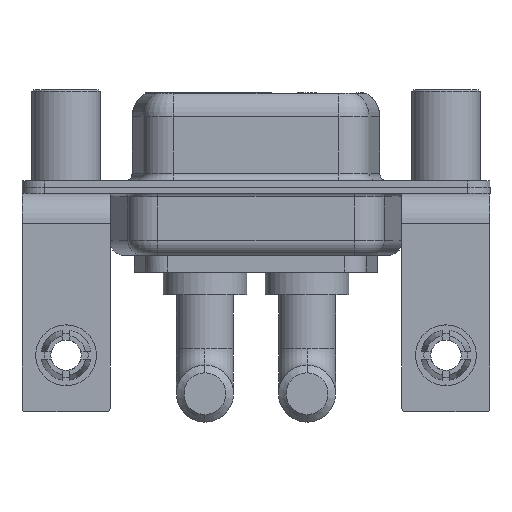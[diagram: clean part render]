
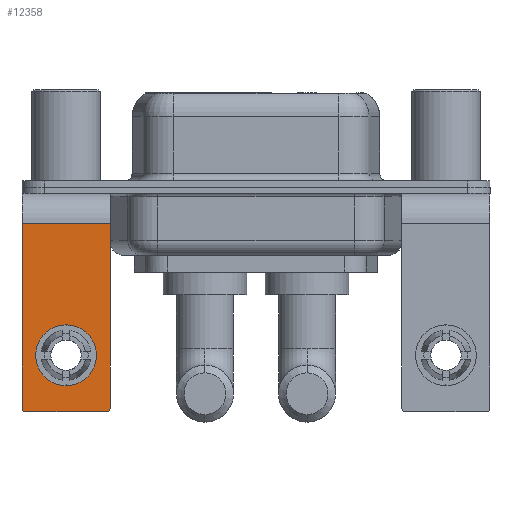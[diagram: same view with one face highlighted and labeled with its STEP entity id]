
A CAD part, front view. The second image highlights one B-rep face of the part: STEP entity #12358.
In plain terms, the highlighted planar face has unit normal (0, -1, 0).
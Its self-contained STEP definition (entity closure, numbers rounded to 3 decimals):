
#7 = FACE_BOUND ( 'NONE', #3033, .T. ) ;
#71 = AXIS2_PLACEMENT_3D ( 'NONE', #11679, #320, #1429 ) ;
#153 = CARTESIAN_POINT ( 'NONE',  ( -2.9, -6.25, -2.4 ) ) ;
#320 = DIRECTION ( 'NONE',  ( 0., 1., 0. ) ) ;
#478 = CARTESIAN_POINT ( 'NONE',  ( -2.9, -6.25, -2.4 ) ) ;
#551 = CARTESIAN_POINT ( 'NONE',  ( 0., -6.25, -9.07 ) ) ;
#587 = DIRECTION ( 'NONE',  ( 0., 1., 0. ) ) ;
#1102 = DIRECTION ( 'NONE',  ( 0., 0., -1. ) ) ;
#1191 = CIRCLE ( 'NONE', #15643, 2. ) ;
#1429 = DIRECTION ( 'NONE',  ( 0., 0., 1. ) ) ;
#1567 = AXIS2_PLACEMENT_3D ( 'NONE', #3245, #4704, #5718 ) ;
#2039 = DIRECTION ( 'NONE',  ( 0., 0., 1. ) ) ;
#2307 = CARTESIAN_POINT ( 'NONE',  ( 2.9, -6.25, -2.4 ) ) ;
#2464 = LINE ( 'NONE', #153, #4568 ) ;
#2760 = CIRCLE ( 'NONE', #11482, 0.25 ) ;
#2848 = EDGE_CURVE ( 'NONE', #3117, #12581, #2760, .T. ) ;
#2976 = CARTESIAN_POINT ( 'NONE',  ( 2.65, -6.25, -14.8 ) ) ;
#3033 = EDGE_LOOP ( 'NONE', ( #9179, #16495 ) ) ;
#3117 = VERTEX_POINT ( 'NONE', #2976 ) ;
#3245 = CARTESIAN_POINT ( 'NONE',  ( -2.65, -6.25, -14.55 ) ) ;
#3432 = EDGE_CURVE ( 'NONE', #6885, #8476, #12708, .T. ) ;
#3680 = VECTOR ( 'NONE', #14973, 1000. ) ;
#3893 = ORIENTED_EDGE ( 'NONE', *, *, #10068, .F. ) ;
#3945 = DIRECTION ( 'NONE',  ( 0., 1., 0. ) ) ;
#4029 = ORIENTED_EDGE ( 'NONE', *, *, #3432, .T. ) ;
#4187 = VERTEX_POINT ( 'NONE', #7100 ) ;
#4351 = DIRECTION ( 'NONE',  ( 0., -1., 0. ) ) ;
#4568 = VECTOR ( 'NONE', #7648, 1000. ) ;
#4704 = DIRECTION ( 'NONE',  ( 0., -1., 0. ) ) ;
#5092 = CARTESIAN_POINT ( 'NONE',  ( 2.9, -6.25, -2.4 ) ) ;
#5224 = FACE_OUTER_BOUND ( 'NONE', #5704, .T. ) ;
#5262 = DIRECTION ( 'NONE',  ( -1., 0., 0. ) ) ;
#5653 = CIRCLE ( 'NONE', #1567, 0.25 ) ;
#5704 = EDGE_LOOP ( 'NONE', ( #11963, #14800, #3893, #7625, #12451, #4029 ) ) ;
#5718 = DIRECTION ( 'NONE',  ( 0., 0., 1. ) ) ;
#6136 = CARTESIAN_POINT ( 'NONE',  ( 2.9, -6.25, -14.55 ) ) ;
#6416 = EDGE_CURVE ( 'NONE', #10084, #9419, #11802, .T. ) ;
#6840 = VECTOR ( 'NONE', #5262, 1000. ) ;
#6885 = VERTEX_POINT ( 'NONE', #5092 ) ;
#7100 = CARTESIAN_POINT ( 'NONE',  ( -2.65, -6.25, -14.8 ) ) ;
#7625 = ORIENTED_EDGE ( 'NONE', *, *, #2848, .T. ) ;
#7648 = DIRECTION ( 'NONE',  ( 0., 0., -1. ) ) ;
#7925 = EDGE_CURVE ( 'NONE', #9419, #10084, #1191, .T. ) ;
#8024 = AXIS2_PLACEMENT_3D ( 'NONE', #10584, #3945, #13078 ) ;
#8476 = VERTEX_POINT ( 'NONE', #478 ) ;
#9179 = ORIENTED_EDGE ( 'NONE', *, *, #7925, .T. ) ;
#9298 = PLANE ( 'NONE',  #8024 ) ;
#9419 = VERTEX_POINT ( 'NONE', #15598 ) ;
#9500 = CARTESIAN_POINT ( 'NONE',  ( 2.9, -6.25, -14.8 ) ) ;
#10068 = EDGE_CURVE ( 'NONE', #3117, #4187, #15999, .T. ) ;
#10084 = VERTEX_POINT ( 'NONE', #551 ) ;
#10584 = CARTESIAN_POINT ( 'NONE',  ( 2.9, -6.25, -2.4 ) ) ;
#10697 = EDGE_CURVE ( 'NONE', #6885, #12581, #15433, .T. ) ;
#11482 = AXIS2_PLACEMENT_3D ( 'NONE', #16299, #4351, #13404 ) ;
#11679 = CARTESIAN_POINT ( 'NONE',  ( 0., -6.25, -11.07 ) ) ;
#11742 = CARTESIAN_POINT ( 'NONE',  ( -2.9, -6.25, -14.55 ) ) ;
#11802 = CIRCLE ( 'NONE', #71, 2. ) ;
#11963 = ORIENTED_EDGE ( 'NONE', *, *, #14235, .T. ) ;
#12358 = ADVANCED_FACE ( 'NONE', ( #7, #5224 ), #9298, .F. ) ;
#12451 = ORIENTED_EDGE ( 'NONE', *, *, #10697, .F. ) ;
#12581 = VERTEX_POINT ( 'NONE', #6136 ) ;
#12708 = LINE ( 'NONE', #14391, #6840 ) ;
#12845 = VECTOR ( 'NONE', #1102, 1000. ) ;
#13078 = DIRECTION ( 'NONE',  ( 0., 0., 1. ) ) ;
#13404 = DIRECTION ( 'NONE',  ( 0., 0., 1. ) ) ;
#14235 = EDGE_CURVE ( 'NONE', #8476, #15731, #2464, .T. ) ;
#14391 = CARTESIAN_POINT ( 'NONE',  ( 2.9, -6.25, -2.4 ) ) ;
#14504 = EDGE_CURVE ( 'NONE', #15731, #4187, #5653, .T. ) ;
#14756 = CARTESIAN_POINT ( 'NONE',  ( 0., -6.25, -11.07 ) ) ;
#14800 = ORIENTED_EDGE ( 'NONE', *, *, #14504, .T. ) ;
#14973 = DIRECTION ( 'NONE',  ( -1., 0., 0. ) ) ;
#15433 = LINE ( 'NONE', #2307, #12845 ) ;
#15598 = CARTESIAN_POINT ( 'NONE',  ( 0., -6.25, -13.07 ) ) ;
#15643 = AXIS2_PLACEMENT_3D ( 'NONE', #14756, #587, #2039 ) ;
#15731 = VERTEX_POINT ( 'NONE', #11742 ) ;
#15999 = LINE ( 'NONE', #9500, #3680 ) ;
#16299 = CARTESIAN_POINT ( 'NONE',  ( 2.65, -6.25, -14.55 ) ) ;
#16495 = ORIENTED_EDGE ( 'NONE', *, *, #6416, .T. ) ;
